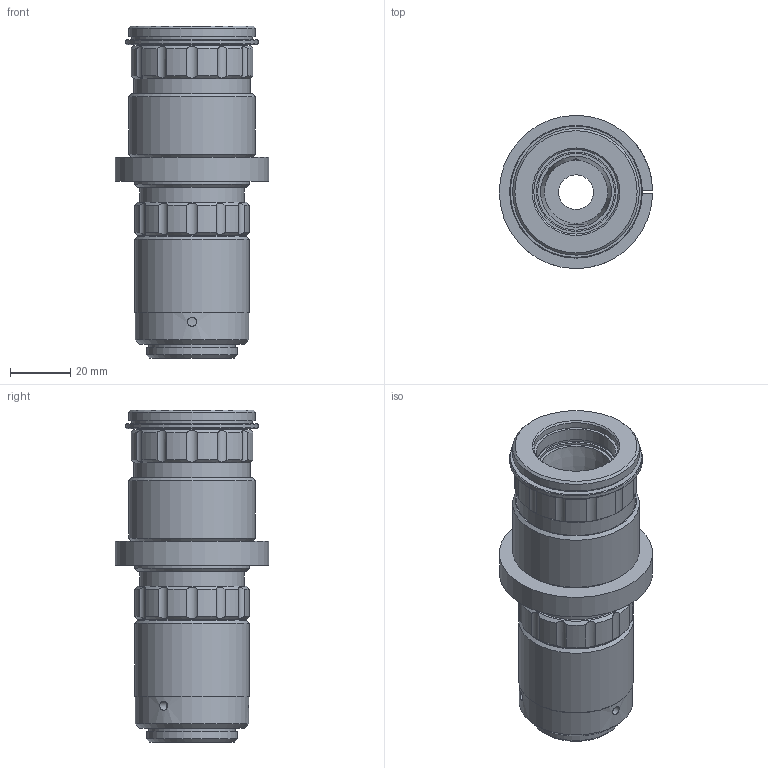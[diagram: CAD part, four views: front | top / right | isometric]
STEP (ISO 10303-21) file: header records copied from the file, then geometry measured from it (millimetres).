
FILE_DESCRIPTION(/* description */ (''),/* implementation_level */ '2;1');
FILE_NAME(/* name */ 'TEX13v4.step',/* time_stamp */ '2019-10-31T15:11:04+02:00',/* author */ (''),/* organization */ (''),/* preprocessor_version */ 'ST-DEVELOPER v18',/* originating_system */ 'Autodesk Translation Framework v8.9.1.1155',/* authorisation */ '');
FILE_SCHEMA (('AUTOMOTIVE_DESIGN { 1 0 10303 214 3 1 1 }'));
Length unit declared in the file: millimetre
Products named in the file (3): TEX13v4; 2" adapter; Body
Assembly tree (2 placements, depth 2):
  TEX13v4
    2" adapter
    Body
Bounding box: 50.8 x 50.8 x 110 mm (x, y, z)
Volume: 63343 mm3; surface area: 55479.8 mm2
Topology: 4 solids, 9 shells, 291 faces, 772 edges, 531 vertices
Faces by surface type: cylinder 140, plane 98, cone 37, bspline 16
Full cylindrical faces by diameter (mm): 1.6 x6, 2.529 x4, 3 x9, 5.6 x1, 11.5 x1, 12.7 x1, 13.59 x1, 15 x1, 20.536 x1, 21 x1, 23 x1, 24 x5, 25.4 x1, 26.29 x2, 27 x2, 28 x2, 28.5 x1, 29 x3, 29.613 x1, 30 x1, 32 x1, 32.5 x1, 33 x4, 34.5 x3, 35 x1, 35.5 x2, 36 x1, 37.6 x1, 38 x1, 38.1 x1
Entity records: 14567 total; most frequent: CARTESIAN_POINT 7164, ORIENTED_EDGE 1542, DIRECTION 1482, EDGE_CURVE 771, AXIS2_PLACEMENT_3D 596, VERTEX_POINT 531, EDGE_LOOP 372, CIRCLE 314
